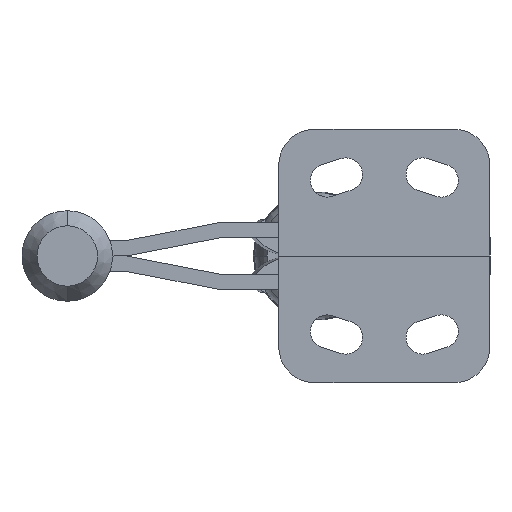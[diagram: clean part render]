
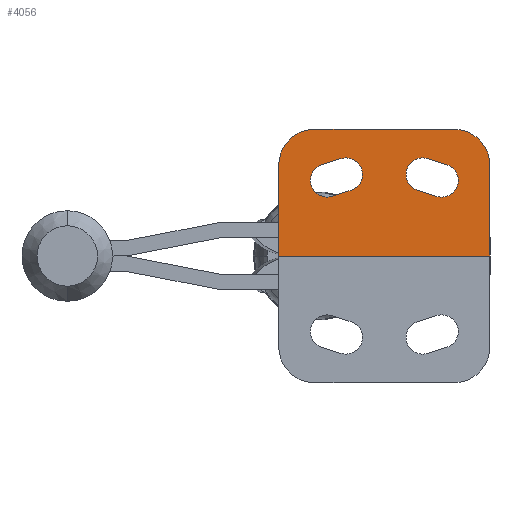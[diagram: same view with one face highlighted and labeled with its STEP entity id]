
A CAD part, front view. The second image highlights one B-rep face of the part: STEP entity #4056.
In plain terms, the highlighted planar face has unit normal (0, -1, 0).
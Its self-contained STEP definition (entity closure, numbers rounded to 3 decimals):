
#115 = DIRECTION ( 'NONE',  ( 0., -1., 0. ) ) ;
#154 = ORIENTED_EDGE ( 'NONE', *, *, #11137, .F. ) ;
#262 = ORIENTED_EDGE ( 'NONE', *, *, #8074, .T. ) ;
#264 = CARTESIAN_POINT ( 'NONE',  ( -10.318, 0., 16.121 ) ) ;
#285 = CARTESIAN_POINT ( 'NONE',  ( -35., 0., 0. ) ) ;
#410 = EDGE_CURVE ( 'NONE', #6351, #5131, #3584, .T. ) ;
#559 = CARTESIAN_POINT ( 'NONE',  ( -11.982, 0., 10.879 ) ) ;
#592 = CIRCLE ( 'NONE', #11087, 2.75 ) ;
#654 = VERTEX_POINT ( 'NONE', #3874 ) ;
#706 = CARTESIAN_POINT ( 'NONE',  ( -21.1, 0., 13.5 ) ) ;
#707 = VECTOR ( 'NONE', #8587, 1000. ) ;
#834 = DIRECTION ( 'NONE',  ( -1., 0., 0. ) ) ;
#905 = CIRCLE ( 'NONE', #8577, 6. ) ;
#970 = DIRECTION ( 'NONE',  ( 0., -1., 0. ) ) ;
#1085 = CARTESIAN_POINT ( 'NONE',  ( -7.168, 0., 15.121 ) ) ;
#1094 = LINE ( 'NONE', #6506, #3453 ) ;
#1139 = EDGE_CURVE ( 'NONE', #10970, #654, #1094, .T. ) ;
#1263 = VERTEX_POINT ( 'NONE', #7653 ) ;
#1284 = VERTEX_POINT ( 'NONE', #6866 ) ;
#1373 = ORIENTED_EDGE ( 'NONE', *, *, #410, .F. ) ;
#1410 = DIRECTION ( 'NONE',  ( 0., -1., 0. ) ) ;
#1455 = CARTESIAN_POINT ( 'NONE',  ( -26.168, 0., 9.879 ) ) ;
#1786 = EDGE_CURVE ( 'NONE', #5131, #2524, #7127, .T. ) ;
#1830 = ORIENTED_EDGE ( 'NONE', *, *, #1786, .F. ) ;
#1840 = CARTESIAN_POINT ( 'NONE',  ( -23.85, 0., 13.5 ) ) ;
#2032 = AXIS2_PLACEMENT_3D ( 'NONE', #2709, #8811, #3569 ) ;
#2160 = CIRCLE ( 'NONE', #10453, 2.75 ) ;
#2191 = EDGE_CURVE ( 'NONE', #11290, #7280, #2160, .T. ) ;
#2323 = LINE ( 'NONE', #4822, #11321 ) ;
#2430 = AXIS2_PLACEMENT_3D ( 'NONE', #4935, #11007, #5809 ) ;
#2502 = AXIS2_PLACEMENT_3D ( 'NONE', #9321, #1410, #834 ) ;
#2524 = VERTEX_POINT ( 'NONE', #4397 ) ;
#2562 = CARTESIAN_POINT ( 'NONE',  ( -27.832, 0., 15.121 ) ) ;
#2566 = VERTEX_POINT ( 'NONE', #5018 ) ;
#2578 = CARTESIAN_POINT ( 'NONE',  ( -29., 0., 21. ) ) ;
#2642 = DIRECTION ( 'NONE',  ( -0.953, 0., -0.303 ) ) ;
#2653 = DIRECTION ( 'NONE',  ( 0., -1., 0. ) ) ;
#2693 = ORIENTED_EDGE ( 'NONE', *, *, #7130, .F. ) ;
#2709 = CARTESIAN_POINT ( 'NONE',  ( -27., 0., 12.5 ) ) ;
#3228 = ORIENTED_EDGE ( 'NONE', *, *, #8681, .T. ) ;
#3434 = VERTEX_POINT ( 'NONE', #7105 ) ;
#3453 = VECTOR ( 'NONE', #3861, 1000. ) ;
#3470 = EDGE_LOOP ( 'NONE', ( #7365, #10058, #262, #8188, #3228, #5536 ) ) ;
#3499 = DIRECTION ( 'NONE',  ( 0., -1., 0. ) ) ;
#3549 = DIRECTION ( 'NONE',  ( 0., -1., 0. ) ) ;
#3569 = DIRECTION ( 'NONE',  ( -1., 0., 0. ) ) ;
#3584 = CIRCLE ( 'NONE', #9491, 2.75 ) ;
#3637 = CARTESIAN_POINT ( 'NONE',  ( -8.832, 0., 9.879 ) ) ;
#3774 = CARTESIAN_POINT ( 'NONE',  ( -35., 0., 15. ) ) ;
#3861 = DIRECTION ( 'NONE',  ( 0., 0., -1. ) ) ;
#3874 = CARTESIAN_POINT ( 'NONE',  ( 0., 0., 0. ) ) ;
#3922 = DIRECTION ( 'NONE',  ( 0.953, 0., -0.303 ) ) ;
#3943 = VERTEX_POINT ( 'NONE', #3774 ) ;
#4050 = ORIENTED_EDGE ( 'NONE', *, *, #2191, .F. ) ;
#4056 = ADVANCED_FACE ( 'NONE', ( #5954, #6230, #10568 ), #10907, .F. ) ;
#4294 = EDGE_CURVE ( 'NONE', #1284, #6351, #10156, .T. ) ;
#4328 = ORIENTED_EDGE ( 'NONE', *, *, #4294, .F. ) ;
#4349 = EDGE_CURVE ( 'NONE', #2524, #10507, #7584, .T. ) ;
#4397 = CARTESIAN_POINT ( 'NONE',  ( -24.682, 0., 16.121 ) ) ;
#4700 = DIRECTION ( 'NONE',  ( -0.953, 0., 0.303 ) ) ;
#4822 = CARTESIAN_POINT ( 'NONE',  ( -8.832, 0., 9.879 ) ) ;
#4935 = CARTESIAN_POINT ( 'NONE',  ( -29., 0., 15. ) ) ;
#5018 = CARTESIAN_POINT ( 'NONE',  ( -35., 0., 0. ) ) ;
#5037 = ORIENTED_EDGE ( 'NONE', *, *, #4349, .F. ) ;
#5131 = VERTEX_POINT ( 'NONE', #706 ) ;
#5168 = VERTEX_POINT ( 'NONE', #1085 ) ;
#5258 = VERTEX_POINT ( 'NONE', #559 ) ;
#5269 = VECTOR ( 'NONE', #2642, 1000. ) ;
#5306 = CIRCLE ( 'NONE', #2430, 6. ) ;
#5536 = ORIENTED_EDGE ( 'NONE', *, *, #11024, .T. ) ;
#5577 = DIRECTION ( 'NONE',  ( 1., 0., 0. ) ) ;
#5809 = DIRECTION ( 'NONE',  ( -1., 0., 0. ) ) ;
#5868 = LINE ( 'NONE', #285, #7637 ) ;
#5949 = LINE ( 'NONE', #11155, #707 ) ;
#5954 = FACE_OUTER_BOUND ( 'NONE', #3470, .T. ) ;
#6230 = FACE_BOUND ( 'NONE', #11145, .T. ) ;
#6244 = CARTESIAN_POINT ( 'NONE',  ( -6., 0., 15. ) ) ;
#6351 = VERTEX_POINT ( 'NONE', #9763 ) ;
#6506 = CARTESIAN_POINT ( 'NONE',  ( 0., 0., 3. ) ) ;
#6527 = VECTOR ( 'NONE', #8676, 1000. ) ;
#6578 = VECTOR ( 'NONE', #4700, 1000. ) ;
#6605 = CARTESIAN_POINT ( 'NONE',  ( -35., 0., 3. ) ) ;
#6866 = CARTESIAN_POINT ( 'NONE',  ( -26.168, 0., 9.879 ) ) ;
#6892 = ORIENTED_EDGE ( 'NONE', *, *, #10547, .F. ) ;
#6899 = DIRECTION ( 'NONE',  ( 0.953, 0., 0.303 ) ) ;
#7079 = DIRECTION ( 'NONE',  ( 0., 1., 0. ) ) ;
#7105 = CARTESIAN_POINT ( 'NONE',  ( -6., 0., 21. ) ) ;
#7127 = CIRCLE ( 'NONE', #2502, 2.75 ) ;
#7130 = EDGE_CURVE ( 'NONE', #5168, #1263, #8903, .T. ) ;
#7140 = DIRECTION ( 'NONE',  ( -1., 0., 0. ) ) ;
#7195 = EDGE_CURVE ( 'NONE', #5258, #11290, #2323, .T. ) ;
#7272 = CARTESIAN_POINT ( 'NONE',  ( -8., 0., 12.5 ) ) ;
#7280 = VERTEX_POINT ( 'NONE', #9339 ) ;
#7365 = ORIENTED_EDGE ( 'NONE', *, *, #7626, .T. ) ;
#7534 = DIRECTION ( 'NONE',  ( -1., 0., 0. ) ) ;
#7584 = LINE ( 'NONE', #9838, #5269 ) ;
#7626 = EDGE_CURVE ( 'NONE', #2566, #654, #5868, .T. ) ;
#7637 = VECTOR ( 'NONE', #5577, 1000. ) ;
#7653 = CARTESIAN_POINT ( 'NONE',  ( -10.318, 0., 16.121 ) ) ;
#7774 = EDGE_LOOP ( 'NONE', ( #4328, #8879, #5037, #1830, #1373 ) ) ;
#7838 = DIRECTION ( 'NONE',  ( -1., 0., 0. ) ) ;
#7862 = CARTESIAN_POINT ( 'NONE',  ( -29., 0., 21. ) ) ;
#7864 = VECTOR ( 'NONE', #6899, 1000. ) ;
#7997 = DIRECTION ( 'NONE',  ( -1., 0., 0. ) ) ;
#8074 = EDGE_CURVE ( 'NONE', #10970, #3434, #905, .T. ) ;
#8123 = CIRCLE ( 'NONE', #2032, 2.75 ) ;
#8188 = ORIENTED_EDGE ( 'NONE', *, *, #10049, .T. ) ;
#8293 = AXIS2_PLACEMENT_3D ( 'NONE', #6605, #7079, #7838 ) ;
#8577 = AXIS2_PLACEMENT_3D ( 'NONE', #6244, #970, #7140 ) ;
#8587 = DIRECTION ( 'NONE',  ( 0., 0., -1. ) ) ;
#8676 = DIRECTION ( 'NONE',  ( -1., 0., 0. ) ) ;
#8681 = EDGE_CURVE ( 'NONE', #9560, #3943, #5306, .T. ) ;
#8737 = CARTESIAN_POINT ( 'NONE',  ( -11.15, 0., 13.5 ) ) ;
#8787 = CARTESIAN_POINT ( 'NONE',  ( -8., 0., 12.5 ) ) ;
#8811 = DIRECTION ( 'NONE',  ( 0., -1., 0. ) ) ;
#8879 = ORIENTED_EDGE ( 'NONE', *, *, #11185, .F. ) ;
#8903 = LINE ( 'NONE', #264, #6578 ) ;
#9321 = CARTESIAN_POINT ( 'NONE',  ( -23.85, 0., 13.5 ) ) ;
#9339 = CARTESIAN_POINT ( 'NONE',  ( -5.25, 0., 12.5 ) ) ;
#9491 = AXIS2_PLACEMENT_3D ( 'NONE', #1840, #115, #7534 ) ;
#9560 = VERTEX_POINT ( 'NONE', #7862 ) ;
#9607 = DIRECTION ( 'NONE',  ( -1., 0., 0. ) ) ;
#9658 = DIRECTION ( 'NONE',  ( -1., 0., 0. ) ) ;
#9763 = CARTESIAN_POINT ( 'NONE',  ( -23.018, 0., 10.879 ) ) ;
#9838 = CARTESIAN_POINT ( 'NONE',  ( -27.832, 0., 15.121 ) ) ;
#9883 = ORIENTED_EDGE ( 'NONE', *, *, #7195, .F. ) ;
#10049 = EDGE_CURVE ( 'NONE', #3434, #9560, #11148, .T. ) ;
#10058 = ORIENTED_EDGE ( 'NONE', *, *, #1139, .F. ) ;
#10156 = LINE ( 'NONE', #1455, #7864 ) ;
#10246 = CARTESIAN_POINT ( 'NONE',  ( 0., 0., 15. ) ) ;
#10435 = AXIS2_PLACEMENT_3D ( 'NONE', #8737, #3499, #9607 ) ;
#10453 = AXIS2_PLACEMENT_3D ( 'NONE', #7272, #2653, #7997 ) ;
#10507 = VERTEX_POINT ( 'NONE', #2562 ) ;
#10547 = EDGE_CURVE ( 'NONE', #7280, #5168, #592, .T. ) ;
#10568 = FACE_BOUND ( 'NONE', #7774, .T. ) ;
#10907 = PLANE ( 'NONE',  #8293 ) ;
#10970 = VERTEX_POINT ( 'NONE', #10246 ) ;
#11007 = DIRECTION ( 'NONE',  ( 0., -1., 0. ) ) ;
#11024 = EDGE_CURVE ( 'NONE', #3943, #2566, #5949, .T. ) ;
#11087 = AXIS2_PLACEMENT_3D ( 'NONE', #8787, #3549, #9658 ) ;
#11137 = EDGE_CURVE ( 'NONE', #1263, #5258, #11238, .T. ) ;
#11145 = EDGE_LOOP ( 'NONE', ( #9883, #154, #2693, #6892, #4050 ) ) ;
#11148 = LINE ( 'NONE', #2578, #6527 ) ;
#11155 = CARTESIAN_POINT ( 'NONE',  ( -35., 0., 3. ) ) ;
#11185 = EDGE_CURVE ( 'NONE', #10507, #1284, #8123, .T. ) ;
#11238 = CIRCLE ( 'NONE', #10435, 2.75 ) ;
#11290 = VERTEX_POINT ( 'NONE', #3637 ) ;
#11321 = VECTOR ( 'NONE', #3922, 1000. ) ;
